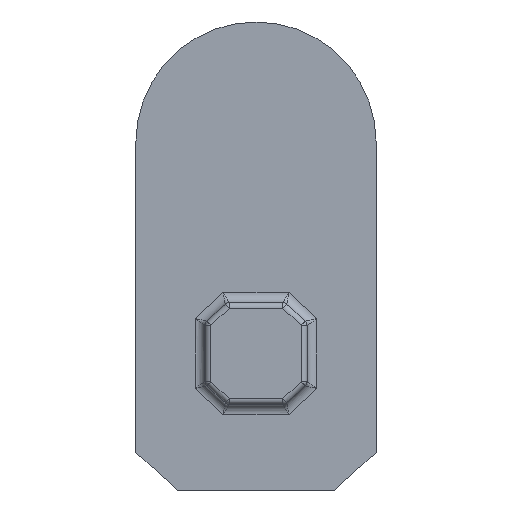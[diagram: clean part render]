
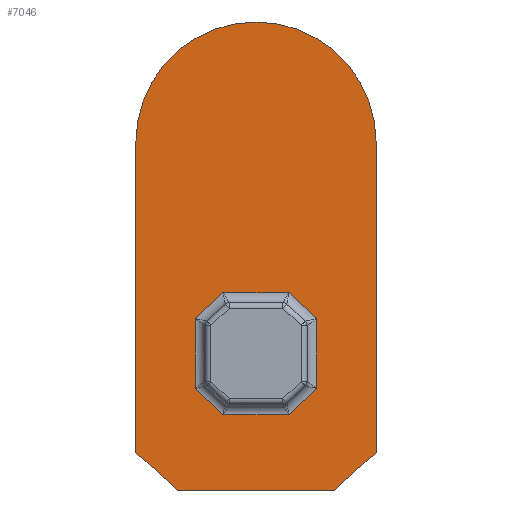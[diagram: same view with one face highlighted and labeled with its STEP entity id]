
A CAD part, front view. The second image highlights one B-rep face of the part: STEP entity #7046.
In plain terms, the highlighted planar face has unit normal (0, -1, 0).
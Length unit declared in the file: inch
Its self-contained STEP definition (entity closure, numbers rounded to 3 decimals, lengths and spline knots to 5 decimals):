
#235 = DIRECTION ( 'NONE',  ( -0.74, 0., 0.672 ) ) ;
#264 = DIRECTION ( 'NONE',  ( 0., 0., 1. ) ) ;
#402 = CARTESIAN_POINT ( 'NONE',  ( -0.2, 0., -1.869 ) ) ;
#409 = EDGE_CURVE ( 'NONE', #3255, #1230, #3016, .T. ) ;
#497 = CARTESIAN_POINT ( 'NONE',  ( -0.227, 0., -1.869 ) ) ;
#524 = ORIENTED_EDGE ( 'NONE', *, *, #7011, .F. ) ;
#583 = LINE ( 'NONE', #1829, #2251 ) ;
#763 = ORIENTED_EDGE ( 'NONE', *, *, #5661, .T. ) ;
#765 = CARTESIAN_POINT ( 'NONE',  ( 0.39674, 0., -1.19042 ) ) ;
#802 = LINE ( 'NONE', #2481, #6532 ) ;
#948 = ORIENTED_EDGE ( 'NONE', *, *, #1648, .T. ) ;
#1036 = EDGE_CURVE ( 'NONE', #5922, #2635, #583, .T. ) ;
#1079 = DIRECTION ( 'NONE',  ( 0., 1., 0. ) ) ;
#1172 = LINE ( 'NONE', #1722, #6868 ) ;
#1230 = VERTEX_POINT ( 'NONE', #2449 ) ;
#1342 = FACE_OUTER_BOUND ( 'NONE', #4970, .T. ) ;
#1405 = CARTESIAN_POINT ( 'NONE',  ( -0.4185, 0., -1.69027 ) ) ;
#1482 = VERTEX_POINT ( 'NONE', #2607 ) ;
#1573 = DIRECTION ( 'NONE',  ( 0., 0., -1. ) ) ;
#1648 = EDGE_CURVE ( 'NONE', #2011, #3959, #2495, .T. ) ;
#1722 = CARTESIAN_POINT ( 'NONE',  ( 0.54, 0., -2.387 ) ) ;
#1777 = DIRECTION ( 'NONE',  ( -1., 0., 0. ) ) ;
#1801 = EDGE_CURVE ( 'NONE', #3877, #5922, #3491, .T. ) ;
#1829 = CARTESIAN_POINT ( 'NONE',  ( -0.4185, 0., -1.2405 ) ) ;
#1909 = ORIENTED_EDGE ( 'NONE', *, *, #6009, .T. ) ;
#1993 = ORIENTED_EDGE ( 'NONE', *, *, #3671, .T. ) ;
#2011 = VERTEX_POINT ( 'NONE', #3580 ) ;
#2027 = ORIENTED_EDGE ( 'NONE', *, *, #2830, .F. ) ;
#2032 = EDGE_CURVE ( 'NONE', #4824, #2011, #5724, .T. ) ;
#2040 = VERTEX_POINT ( 'NONE', #5241 ) ;
#2122 = VERTEX_POINT ( 'NONE', #4702 ) ;
#2129 = EDGE_LOOP ( 'NONE', ( #5159, #948, #6863, #1993, #6833, #6503, #1909, #763 ) ) ;
#2210 = VECTOR ( 'NONE', #6810, 39.37008 ) ;
#2251 = VECTOR ( 'NONE', #5170, 39.37008 ) ;
#2294 = VECTOR ( 'NONE', #4862, 39.37008 ) ;
#2338 = CARTESIAN_POINT ( 'NONE',  ( 0.24674, 0., -1.85058 ) ) ;
#2449 = CARTESIAN_POINT ( 'NONE',  ( 0.824, 0., -2.129 ) ) ;
#2481 = CARTESIAN_POINT ( 'NONE',  ( -0.824, 0., 0. ) ) ;
#2495 = LINE ( 'NONE', #6500, #3825 ) ;
#2561 = LINE ( 'NONE', #2338, #3884 ) ;
#2607 = CARTESIAN_POINT ( 'NONE',  ( 0.54, 0., -2.387 ) ) ;
#2635 = VERTEX_POINT ( 'NONE', #4947 ) ;
#2636 = DIRECTION ( 'NONE',  ( 0.731, 0., 0.682 ) ) ;
#2673 = LINE ( 'NONE', #5116, #6710 ) ;
#2691 = CARTESIAN_POINT ( 'NONE',  ( -0.227, 0., -1.032 ) ) ;
#2693 = EDGE_CURVE ( 'NONE', #1230, #1482, #1172, .T. ) ;
#2826 = CARTESIAN_POINT ( 'NONE',  ( -0.39674, 0., -1.71058 ) ) ;
#2830 = EDGE_CURVE ( 'NONE', #4633, #2040, #802, .T. ) ;
#2832 = VECTOR ( 'NONE', #5964, 39.37008 ) ;
#2963 = VECTOR ( 'NONE', #4136, 39.37008 ) ;
#3016 = LINE ( 'NONE', #5193, #2294 ) ;
#3108 = CIRCLE ( 'NONE', #6553, 0.824 ) ;
#3255 = VERTEX_POINT ( 'NONE', #5121 ) ;
#3273 = ORIENTED_EDGE ( 'NONE', *, *, #6283, .F. ) ;
#3491 = LINE ( 'NONE', #2826, #6218 ) ;
#3531 = CARTESIAN_POINT ( 'NONE',  ( 0.2, 0., -1.032 ) ) ;
#3580 = CARTESIAN_POINT ( 'NONE',  ( 0.4185, 0., -1.21073 ) ) ;
#3655 = DIRECTION ( 'NONE',  ( 0., 1., 0. ) ) ;
#3671 = EDGE_CURVE ( 'NONE', #2122, #3877, #5768, .T. ) ;
#3710 = ORIENTED_EDGE ( 'NONE', *, *, #6509, .F. ) ;
#3825 = VECTOR ( 'NONE', #1573, 39.37008 ) ;
#3877 = VERTEX_POINT ( 'NONE', #497 ) ;
#3884 = VECTOR ( 'NONE', #6206, 39.37008 ) ;
#3959 = VERTEX_POINT ( 'NONE', #4453 ) ;
#4026 = VERTEX_POINT ( 'NONE', #4485 ) ;
#4136 = DIRECTION ( 'NONE',  ( 0.731, 0., -0.682 ) ) ;
#4181 = CARTESIAN_POINT ( 'NONE',  ( -0.824, 0., -2.129 ) ) ;
#4423 = CARTESIAN_POINT ( 'NONE',  ( 0., 0., 0. ) ) ;
#4453 = CARTESIAN_POINT ( 'NONE',  ( 0.4185, 0., -1.69027 ) ) ;
#4460 = AXIS2_PLACEMENT_3D ( 'NONE', #5289, #3655, #264 ) ;
#4485 = CARTESIAN_POINT ( 'NONE',  ( -0.54, 0., -2.387 ) ) ;
#4496 = LINE ( 'NONE', #7030, #5952 ) ;
#4633 = VERTEX_POINT ( 'NONE', #7078 ) ;
#4639 = VERTEX_POINT ( 'NONE', #2691 ) ;
#4702 = CARTESIAN_POINT ( 'NONE',  ( 0.227, 0., -1.869 ) ) ;
#4824 = VERTEX_POINT ( 'NONE', #6046 ) ;
#4828 = LINE ( 'NONE', #3531, #2210 ) ;
#4862 = DIRECTION ( 'NONE',  ( 0., 0., -1. ) ) ;
#4947 = CARTESIAN_POINT ( 'NONE',  ( -0.4185, 0., -1.21073 ) ) ;
#4970 = EDGE_LOOP ( 'NONE', ( #6682, #5255, #3710, #2027, #524, #3273 ) ) ;
#4978 = DIRECTION ( 'NONE',  ( 0., 0., 1. ) ) ;
#5116 = CARTESIAN_POINT ( 'NONE',  ( -0.54, 0., -2.387 ) ) ;
#5121 = CARTESIAN_POINT ( 'NONE',  ( 0.824, 0., 0. ) ) ;
#5159 = ORIENTED_EDGE ( 'NONE', *, *, #2032, .T. ) ;
#5170 = DIRECTION ( 'NONE',  ( 0., 0., 1. ) ) ;
#5193 = CARTESIAN_POINT ( 'NONE',  ( 0.824, 0., 0. ) ) ;
#5241 = CARTESIAN_POINT ( 'NONE',  ( -0.824, 0., 0. ) ) ;
#5255 = ORIENTED_EDGE ( 'NONE', *, *, #409, .F. ) ;
#5289 = CARTESIAN_POINT ( 'NONE',  ( 0., 0., 0. ) ) ;
#5517 = EDGE_CURVE ( 'NONE', #3959, #2122, #2561, .T. ) ;
#5602 = DIRECTION ( 'NONE',  ( -0.74, 0., -0.672 ) ) ;
#5661 = EDGE_CURVE ( 'NONE', #4639, #4824, #4828, .T. ) ;
#5724 = LINE ( 'NONE', #765, #2963 ) ;
#5768 = LINE ( 'NONE', #402, #2832 ) ;
#5922 = VERTEX_POINT ( 'NONE', #1405 ) ;
#5943 = VECTOR ( 'NONE', #235, 39.37008 ) ;
#5952 = VECTOR ( 'NONE', #2636, 39.37008 ) ;
#5964 = DIRECTION ( 'NONE',  ( -1., 0., 0. ) ) ;
#6009 = EDGE_CURVE ( 'NONE', #2635, #4639, #4496, .T. ) ;
#6046 = CARTESIAN_POINT ( 'NONE',  ( 0.227, 0., -1.032 ) ) ;
#6206 = DIRECTION ( 'NONE',  ( -0.731, 0., -0.682 ) ) ;
#6218 = VECTOR ( 'NONE', #6663, 39.37008 ) ;
#6283 = EDGE_CURVE ( 'NONE', #1482, #4026, #2673, .T. ) ;
#6500 = CARTESIAN_POINT ( 'NONE',  ( 0.4185, 0., -1.6605 ) ) ;
#6503 = ORIENTED_EDGE ( 'NONE', *, *, #1036, .T. ) ;
#6509 = EDGE_CURVE ( 'NONE', #2040, #3255, #3108, .T. ) ;
#6532 = VECTOR ( 'NONE', #6888, 39.37008 ) ;
#6553 = AXIS2_PLACEMENT_3D ( 'NONE', #4423, #1079, #4978 ) ;
#6663 = DIRECTION ( 'NONE',  ( -0.731, 0., 0.682 ) ) ;
#6682 = ORIENTED_EDGE ( 'NONE', *, *, #2693, .F. ) ;
#6710 = VECTOR ( 'NONE', #1777, 39.37008 ) ;
#6810 = DIRECTION ( 'NONE',  ( 1., 0., 0. ) ) ;
#6833 = ORIENTED_EDGE ( 'NONE', *, *, #1801, .T. ) ;
#6863 = ORIENTED_EDGE ( 'NONE', *, *, #5517, .T. ) ;
#6868 = VECTOR ( 'NONE', #5602, 39.37008 ) ;
#6888 = DIRECTION ( 'NONE',  ( 0., 0., 1. ) ) ;
#6919 = PLANE ( 'NONE',  #4460 ) ;
#7011 = EDGE_CURVE ( 'NONE', #4026, #4633, #7208, .T. ) ;
#7030 = CARTESIAN_POINT ( 'NONE',  ( -0.24674, 0., -1.05042 ) ) ;
#7044 = FACE_BOUND ( 'NONE', #2129, .T. ) ;
#7046 = ADVANCED_FACE ( 'NONE', ( #7044, #1342 ), #6919, .F. ) ;
#7078 = CARTESIAN_POINT ( 'NONE',  ( -0.824, 0., -2.129 ) ) ;
#7208 = LINE ( 'NONE', #4181, #5943 ) ;
